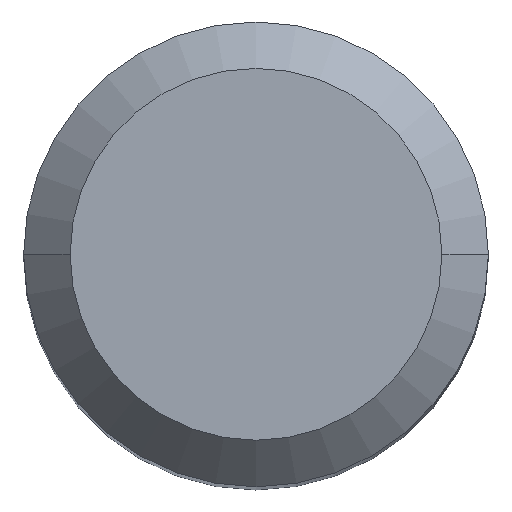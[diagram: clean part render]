
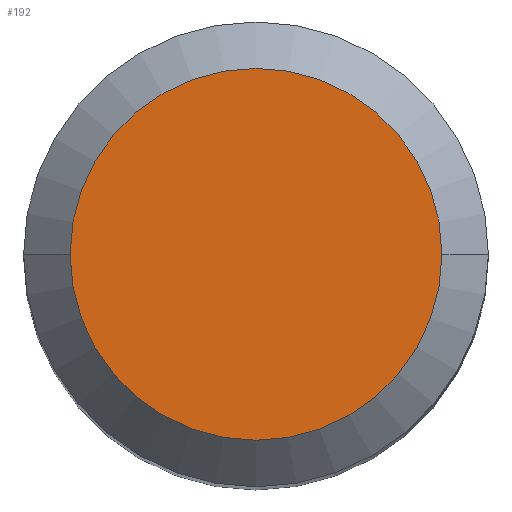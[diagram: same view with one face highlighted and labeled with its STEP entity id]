
A CAD part, top view. The second image highlights one B-rep face of the part: STEP entity #192.
In plain terms, the highlighted planar face has unit normal (0, 0, 1).
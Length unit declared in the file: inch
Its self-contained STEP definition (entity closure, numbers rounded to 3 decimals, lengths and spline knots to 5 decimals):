
#3 = CARTESIAN_POINT ( 'NONE',  ( 0., 0., 0. ) ) ;
#25 = VERTEX_POINT ( 'NONE', #293 ) ;
#36 = CARTESIAN_POINT ( 'NONE',  ( 0., 0., 0. ) ) ;
#40 = DIRECTION ( 'NONE',  ( 1., 0., 0. ) ) ;
#42 = AXIS2_PLACEMENT_3D ( 'NONE', #36, #337, #417 ) ;
#57 = CIRCLE ( 'NONE', #235, 0.15748 ) ;
#104 = DIRECTION ( 'NONE',  ( 1., 0., 0. ) ) ;
#113 = CARTESIAN_POINT ( 'NONE',  ( 0., 0., 0. ) ) ;
#136 = ORIENTED_EDGE ( 'NONE', *, *, #188, .T. ) ;
#153 = ORIENTED_EDGE ( 'NONE', *, *, #201, .T. ) ;
#185 = FACE_OUTER_BOUND ( 'NONE', #249, .T. ) ;
#188 = EDGE_CURVE ( 'NONE', #25, #369, #57, .T. ) ;
#192 = ADVANCED_FACE ( 'NONE', ( #185 ), #266, .F. ) ;
#201 = EDGE_CURVE ( 'NONE', #369, #25, #455, .T. ) ;
#235 = AXIS2_PLACEMENT_3D ( 'NONE', #113, #378, #40 ) ;
#249 = EDGE_LOOP ( 'NONE', ( #136, #153 ) ) ;
#266 = PLANE ( 'NONE',  #42 ) ;
#293 = CARTESIAN_POINT ( 'NONE',  ( -0.15748, 0., 0. ) ) ;
#337 = DIRECTION ( 'NONE',  ( 0., 0., -1. ) ) ;
#352 = CARTESIAN_POINT ( 'NONE',  ( 0.15748, 0., 0. ) ) ;
#356 = AXIS2_PLACEMENT_3D ( 'NONE', #3, #454, #104 ) ;
#369 = VERTEX_POINT ( 'NONE', #352 ) ;
#378 = DIRECTION ( 'NONE',  ( 0., 0., 1. ) ) ;
#417 = DIRECTION ( 'NONE',  ( -1., 0., 0. ) ) ;
#454 = DIRECTION ( 'NONE',  ( 0., 0., 1. ) ) ;
#455 = CIRCLE ( 'NONE', #356, 0.15748 ) ;
